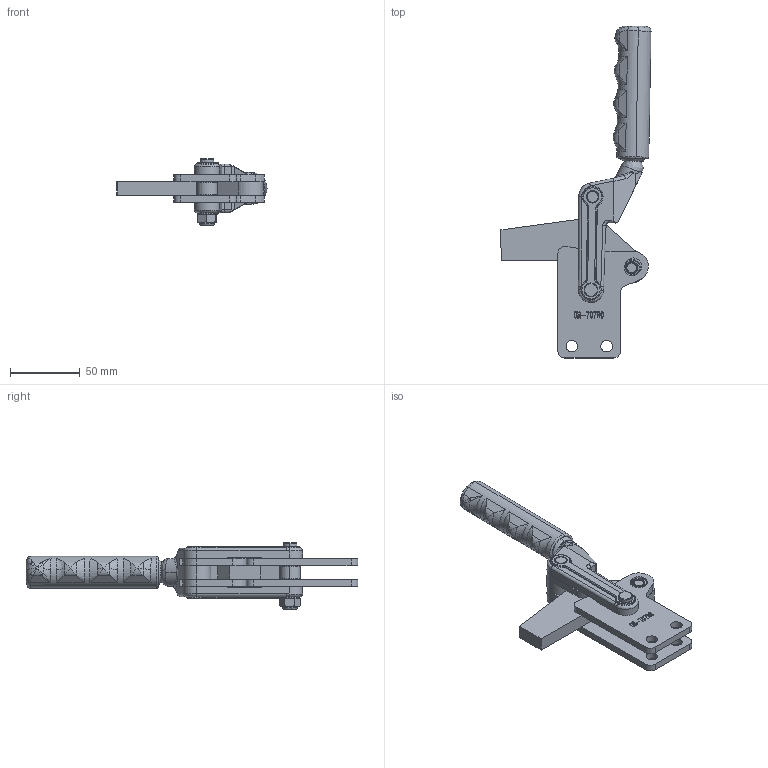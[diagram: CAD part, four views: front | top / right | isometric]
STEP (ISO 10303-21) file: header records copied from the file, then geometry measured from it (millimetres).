
FILE_DESCRIPTION (( 'STEP AP203' ), '1' );
FILE_NAME ('CH-70720.STEP', '2017-12-10T06:41:10', ( 'Windows' ), ( 'Microsoft' ), 'SwSTEP 2.0', 'SolidWorks 2015', '' );
FILE_SCHEMA (( 'CONFIG_CONTROL_DESIGN' ));
Length unit declared in the file: millimetre
Products named in the file (12): 錨璃12; 70720-08_默认; 70720-03_默认; 70720-06_默认; CH-70720; 70720-12_默认; 70720-07_默认; 70720-09_默认; 70720-10_默认; 70720-11_默认; 70720-04_默认; 70720-02_默认
Assembly tree (20 placements, depth 2):
  CH-70720
    70720-02_默认
    70720-08_默认  x2
    70720-06_默认  x8
    70720-12_默认
    70720-07_默认
    70720-09_默认
    70720-10_默认
    70720-11_默认
    70720-04_默认
    錨璃12
    70720-03_默认  x2
Bounding box: 107.89 x 238.73 x 48 mm (x, y, z)
Volume: 163598.1 mm3; surface area: 73853.4 mm2
Topology: 21 solids, 21 shells, 2470 faces, 6489 edges, 4259 vertices
Faces by surface type: plane 1570, cylinder 536, bspline 172, cone 115, torus 77
Entity records: 74988 total; most frequent: CARTESIAN_POINT 25617, ORIENTED_EDGE 10310, DIRECTION 9570, EDGE_CURVE 5155, VERTEX_POINT 3395, AXIS2_PLACEMENT_3D 3195, LINE 3180, VECTOR 3180
